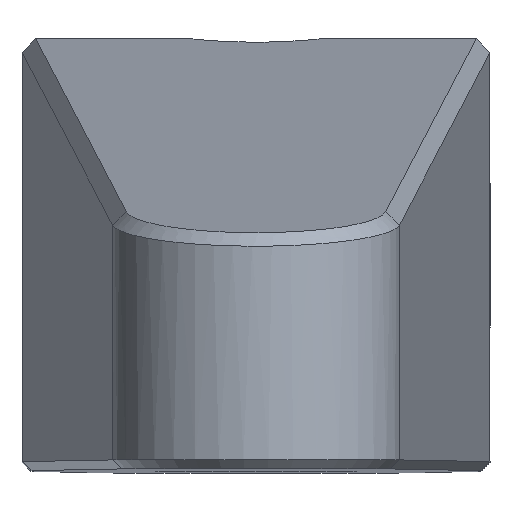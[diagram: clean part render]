
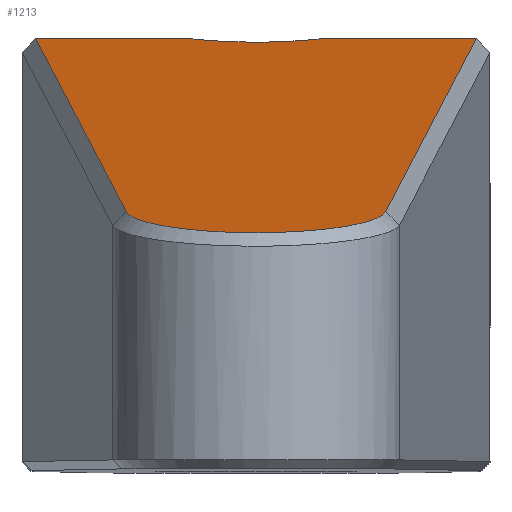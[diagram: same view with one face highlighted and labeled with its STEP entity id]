
A CAD part, top view. The second image highlights one B-rep face of the part: STEP entity #1213.
In plain terms, the highlighted planar face has unit normal (0, 0.984, 0.176).
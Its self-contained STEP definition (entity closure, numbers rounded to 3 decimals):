
#323=DIRECTION('',(-0.173,0.173,-0.969));
#324=VECTOR('',#323,0.035);
#325=CARTESIAN_POINT('',(12.244,23.994,13.534));
#326=LINE('',#325,#324);
#327=DIRECTION('',(-0.091,-0.175,0.98));
#328=VECTOR('',#327,55.36);
#329=CARTESIAN_POINT('',(12.244,23.994,13.534));
#330=LINE('',#329,#328);
#331=CARTESIAN_POINT('',(7.207,14.287,67.803));
#332=CARTESIAN_POINT('',(7.179,14.234,68.102));
#333=CARTESIAN_POINT('',(7.086,14.128,68.695));
#334=CARTESIAN_POINT('',(6.839,13.973,69.56));
#335=CARTESIAN_POINT('',(6.486,13.825,70.387));
#336=CARTESIAN_POINT('',(6.035,13.686,71.163));
#337=CARTESIAN_POINT('',(5.493,13.559,71.875));
#338=CARTESIAN_POINT('',(4.868,13.444,72.515));
#339=CARTESIAN_POINT('',(4.171,13.345,73.072));
#340=CARTESIAN_POINT('',(3.412,13.262,73.538));
#341=CARTESIAN_POINT('',(2.603,13.196,73.907));
#342=CARTESIAN_POINT('',(1.757,13.148,74.174));
#343=CARTESIAN_POINT('',(0.884,13.119,74.336));
#344=CARTESIAN_POINT('',(0.,13.109,74.39));
#345=CARTESIAN_POINT('',(-0.885,13.119,74.336));
#346=CARTESIAN_POINT('',(-1.758,13.148,74.174));
#347=CARTESIAN_POINT('',(-2.604,13.196,73.907));
#348=CARTESIAN_POINT('',(-3.413,13.262,73.537));
#349=CARTESIAN_POINT('',(-4.172,13.345,73.071));
#350=CARTESIAN_POINT('',(-4.869,13.445,72.514));
#351=CARTESIAN_POINT('',(-5.493,13.559,71.875));
#352=CARTESIAN_POINT('',(-6.036,13.687,71.162));
#353=CARTESIAN_POINT('',(-6.487,13.825,70.386));
#354=CARTESIAN_POINT('',(-6.839,13.973,69.559));
#355=CARTESIAN_POINT('',(-7.087,14.128,68.694));
#356=CARTESIAN_POINT('',(-7.179,14.234,68.101));
#357=CARTESIAN_POINT('',(-7.207,14.287,67.803));
#359=DIRECTION('',(-0.091,0.175,-0.98));
#360=VECTOR('',#359,55.36);
#361=CARTESIAN_POINT('',(-7.207,14.287,67.803));
#362=LINE('',#361,#360);
#363=DIRECTION('',(-0.173,-0.173,0.969));
#364=VECTOR('',#363,0.035);
#365=CARTESIAN_POINT('',(-12.238,24.,13.5));
#366=LINE('',#365,#364);
#371=DIRECTION('',(1.,0.,0.));
#372=VECTOR('',#371,8.56);
#373=CARTESIAN_POINT('',(3.678,24.,13.5));
#374=LINE('',#373,#372);
#415=DIRECTION('',(1.,0.,0.));
#416=VECTOR('',#415,8.56);
#417=CARTESIAN_POINT('',(-12.238,24.,13.5));
#418=LINE('',#417,#416);
#428=CARTESIAN_POINT('',(3.678,24.,13.5));
#429=CARTESIAN_POINT('',(3.433,23.971,13.661));
#430=CARTESIAN_POINT('',(2.928,23.92,13.946));
#431=CARTESIAN_POINT('',(2.122,23.862,14.274));
#432=CARTESIAN_POINT('',(1.286,23.822,14.494));
#433=CARTESIAN_POINT('',(0.431,23.802,14.605));
#434=CARTESIAN_POINT('',(-0.431,23.802,14.605));
#435=CARTESIAN_POINT('',(-1.286,23.822,14.494));
#436=CARTESIAN_POINT('',(-2.122,23.862,14.274));
#437=CARTESIAN_POINT('',(-2.928,23.92,13.946));
#438=CARTESIAN_POINT('',(-3.433,23.971,13.661));
#439=CARTESIAN_POINT('',(-3.678,24.,13.5));
#614=CARTESIAN_POINT('',(12.244,23.994,13.534));
#615=CARTESIAN_POINT('',(12.238,24.,13.5));
#616=VERTEX_POINT('',#614);
#617=VERTEX_POINT('',#615);
#620=CARTESIAN_POINT('',(-7.207,14.287,67.803));
#621=CARTESIAN_POINT('',(-12.244,23.994,13.534));
#622=VERTEX_POINT('',#620);
#623=VERTEX_POINT('',#621);
#629=VERTEX_POINT('',#331);
#632=CARTESIAN_POINT('',(-12.238,24.,13.5));
#633=VERTEX_POINT('',#632);
#678=CARTESIAN_POINT('',(-3.678,24.,13.5));
#680=VERTEX_POINT('',#678);
#702=CARTESIAN_POINT('',(3.678,24.,13.5));
#703=VERTEX_POINT('',#702);
#1194=CARTESIAN_POINT('',(-50.,0.,147.682));
#1195=DIRECTION('',(0.,-0.984,-0.176));
#1196=DIRECTION('',(0.,0.176,-0.984));
#1197=AXIS2_PLACEMENT_3D('',#1194,#1195,#1196);
#1198=PLANE('',#1197);
#1199=ORIENTED_EDGE('',*,*,#1004,.F.);
#1200=ORIENTED_EDGE('',*,*,#1022,.T.);
#1201=ORIENTED_EDGE('',*,*,#1174,.T.);
#1202=ORIENTED_EDGE('',*,*,#1185,.T.);
#1204=ORIENTED_EDGE('',*,*,#1203,.F.);
#1206=ORIENTED_EDGE('',*,*,#1205,.T.);
#1208=ORIENTED_EDGE('',*,*,#1207,.F.);
#1210=ORIENTED_EDGE('',*,*,#1209,.T.);
#1211=EDGE_LOOP('',(#1199,#1200,#1201,#1202,#1204,#1206,#1208,#1210));
#1212=FACE_OUTER_BOUND('',#1211,.F.);
#358=B_SPLINE_CURVE_WITH_KNOTS('',3,(#331,#332,#333,#334,#335,#336,#337,#338,
#339,#340,#341,#342,#343,#344,#345,#346,#347,#348,#349,#350,#351,#352,#353,#354,
#355,#356,#357),.UNSPECIFIED.,.F.,.F.,(4,1,1,1,1,1,1,1,1,1,1,1,1,1,1,1,1,1,1,1,
1,1,1,1,4),(0.,0.042,0.083,0.125,0.167,
0.208,0.25,0.292,0.333,0.375,
0.417,0.458,0.5,0.542,0.583,
0.625,0.667,0.708,0.75,0.792,
0.833,0.875,0.917,0.958,1.),
.UNSPECIFIED.);
#440=B_SPLINE_CURVE_WITH_KNOTS('',3,(#428,#429,#430,#431,#432,#433,#434,#435,
#436,#437,#438,#439),.UNSPECIFIED.,.F.,.F.,(4,1,1,1,1,1,1,1,1,4),(0.,
0.111,0.222,0.333,0.444,
0.556,0.667,0.778,0.889,1.),
.UNSPECIFIED.);
#1004=EDGE_CURVE('',#616,#617,#326,.T.);
#1022=EDGE_CURVE('',#616,#629,#330,.T.);
#1174=EDGE_CURVE('',#629,#622,#358,.T.);
#1185=EDGE_CURVE('',#622,#623,#362,.T.);
#1203=EDGE_CURVE('',#633,#623,#366,.T.);
#1205=EDGE_CURVE('',#633,#680,#418,.T.);
#1207=EDGE_CURVE('',#703,#680,#440,.T.);
#1209=EDGE_CURVE('',#703,#617,#374,.T.);
#1213=ADVANCED_FACE('',(#1212),#1198,.F.);
